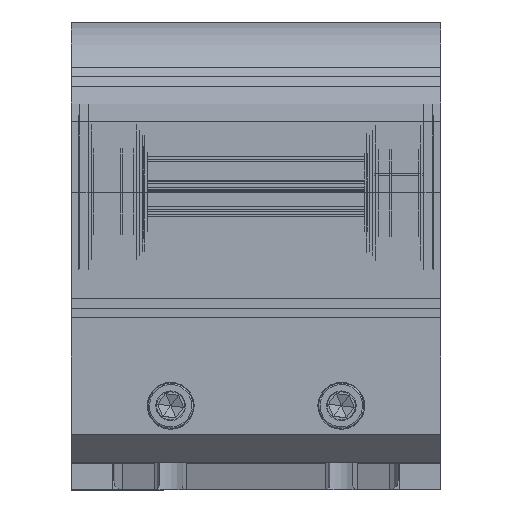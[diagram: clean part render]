
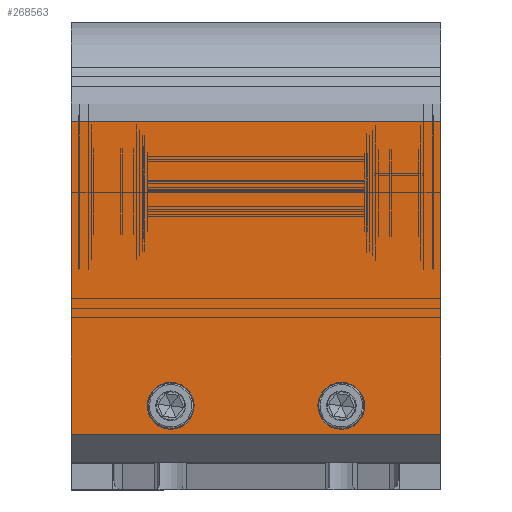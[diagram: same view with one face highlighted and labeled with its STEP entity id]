
A CAD part, top view. The second image highlights one B-rep face of the part: STEP entity #268563.
In plain terms, the highlighted planar face has unit normal (0, 0, 1).
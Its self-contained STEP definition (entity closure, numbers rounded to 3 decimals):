
#9260 = CARTESIAN_POINT ( 'NONE',  ( 208.467, 307.762, 762.525 ) ) ;
#9299 = CIRCLE ( 'NONE', #253343, 8.25 ) ;
#19030 = EDGE_CURVE ( 'NONE', #236590, #226376, #312916, .T. ) ;
#23817 = CARTESIAN_POINT ( 'NONE',  ( 113.467, 207.762, 762.525 ) ) ;
#25968 = DIRECTION ( 'NONE',  ( 1., 0., 0. ) ) ;
#38770 = AXIS2_PLACEMENT_3D ( 'NONE', #419350, #319147, #351757 ) ;
#42995 = EDGE_CURVE ( 'NONE', #288277, #220365, #391854, .T. ) ;
#46349 = PLANE ( 'NONE',  #38770 ) ;
#48938 = CARTESIAN_POINT ( 'NONE',  ( 173.467, 207.762, 762.525 ) ) ;
#54810 = DIRECTION ( 'NONE',  ( -1., 0., 0. ) ) ;
#56802 = EDGE_CURVE ( 'NONE', #70986, #279483, #250445, .T. ) ;
#59057 = VECTOR ( 'NONE', #167349, 1000. ) ;
#60318 = EDGE_CURVE ( 'NONE', #419961, #408525, #179302, .T. ) ;
#62091 = AXIS2_PLACEMENT_3D ( 'NONE', #254307, #94819, #127783 ) ;
#70986 = VERTEX_POINT ( 'NONE', #179231 ) ;
#77155 = CARTESIAN_POINT ( 'NONE',  ( 165.217, 207.762, 762.525 ) ) ;
#77600 = VECTOR ( 'NONE', #379893, 1000. ) ;
#78439 = ORIENTED_EDGE ( 'NONE', *, *, #266525, .F. ) ;
#85888 = EDGE_LOOP ( 'NONE', ( #95063, #242804 ) ) ;
#94819 = DIRECTION ( 'NONE',  ( 0., 0., 1. ) ) ;
#95063 = ORIENTED_EDGE ( 'NONE', *, *, #402036, .F. ) ;
#99158 = AXIS2_PLACEMENT_3D ( 'NONE', #48938, #354266, #182161 ) ;
#114547 = ORIENTED_EDGE ( 'NONE', *, *, #60318, .F. ) ;
#117351 = CARTESIAN_POINT ( 'NONE',  ( 208.467, 197.762, 762.525 ) ) ;
#127783 = DIRECTION ( 'NONE',  ( 1., 0., 0. ) ) ;
#133363 = CARTESIAN_POINT ( 'NONE',  ( 78.467, 197.762, 762.525 ) ) ;
#138304 = EDGE_CURVE ( 'NONE', #419961, #236590, #321674, .T. ) ;
#153590 = DIRECTION ( 'NONE',  ( -1., 0., 0. ) ) ;
#161706 = LINE ( 'NONE', #229402, #351195 ) ;
#167349 = DIRECTION ( 'NONE',  ( 0., -1., 0. ) ) ;
#168718 = CARTESIAN_POINT ( 'NONE',  ( 181.717, 207.762, 762.525 ) ) ;
#170586 = VECTOR ( 'NONE', #153590, 1000. ) ;
#179231 = CARTESIAN_POINT ( 'NONE',  ( 105.217, 207.762, 762.525 ) ) ;
#179302 = LINE ( 'NONE', #312489, #77600 ) ;
#182161 = DIRECTION ( 'NONE',  ( 1., 0., 0. ) ) ;
#199839 = CARTESIAN_POINT ( 'NONE',  ( 173.467, 207.762, 762.525 ) ) ;
#204146 = DIRECTION ( 'NONE',  ( 1., 0., 0. ) ) ;
#220365 = VERTEX_POINT ( 'NONE', #77155 ) ;
#224686 = DIRECTION ( 'NONE',  ( 0., 0., 1. ) ) ;
#226376 = VERTEX_POINT ( 'NONE', #133363 ) ;
#229402 = CARTESIAN_POINT ( 'NONE',  ( 208.467, 197.762, 762.525 ) ) ;
#230429 = DIRECTION ( 'NONE',  ( 0., 0., 1. ) ) ;
#236590 = VERTEX_POINT ( 'NONE', #350617 ) ;
#242804 = ORIENTED_EDGE ( 'NONE', *, *, #56802, .F. ) ;
#245122 = FACE_BOUND ( 'NONE', #364450, .T. ) ;
#249768 = CARTESIAN_POINT ( 'NONE',  ( 208.467, 307.762, 762.525 ) ) ;
#250445 = CIRCLE ( 'NONE', #62091, 8.25 ) ;
#253343 = AXIS2_PLACEMENT_3D ( 'NONE', #23817, #224686, #25968 ) ;
#254307 = CARTESIAN_POINT ( 'NONE',  ( 113.467, 207.762, 762.525 ) ) ;
#259644 = ORIENTED_EDGE ( 'NONE', *, *, #19030, .T. ) ;
#266525 = EDGE_CURVE ( 'NONE', #220365, #288277, #391727, .T. ) ;
#267653 = CARTESIAN_POINT ( 'NONE',  ( 78.467, 197.762, 762.525 ) ) ;
#268563 = ADVANCED_FACE ( 'NONE', ( #406462, #245122, #375829 ), #46349, .F. ) ;
#275570 = CARTESIAN_POINT ( 'NONE',  ( 121.717, 207.762, 762.525 ) ) ;
#279483 = VERTEX_POINT ( 'NONE', #275570 ) ;
#288277 = VERTEX_POINT ( 'NONE', #168718 ) ;
#308119 = AXIS2_PLACEMENT_3D ( 'NONE', #199839, #230429, #204146 ) ;
#312489 = CARTESIAN_POINT ( 'NONE',  ( 208.467, 197.762, 762.525 ) ) ;
#312916 = LINE ( 'NONE', #267653, #59057 ) ;
#319147 = DIRECTION ( 'NONE',  ( 0., 0., -1. ) ) ;
#321674 = LINE ( 'NONE', #249768, #170586 ) ;
#324395 = EDGE_CURVE ( 'NONE', #408525, #226376, #161706, .T. ) ;
#350617 = CARTESIAN_POINT ( 'NONE',  ( 78.467, 307.762, 762.525 ) ) ;
#350664 = ORIENTED_EDGE ( 'NONE', *, *, #42995, .F. ) ;
#351195 = VECTOR ( 'NONE', #54810, 1000. ) ;
#351757 = DIRECTION ( 'NONE',  ( -1., 0., 0. ) ) ;
#352231 = ORIENTED_EDGE ( 'NONE', *, *, #324395, .F. ) ;
#353193 = EDGE_LOOP ( 'NONE', ( #259644, #352231, #114547, #368391 ) ) ;
#354266 = DIRECTION ( 'NONE',  ( 0., 0., 1. ) ) ;
#364450 = EDGE_LOOP ( 'NONE', ( #350664, #78439 ) ) ;
#368391 = ORIENTED_EDGE ( 'NONE', *, *, #138304, .T. ) ;
#375829 = FACE_OUTER_BOUND ( 'NONE', #353193, .T. ) ;
#379893 = DIRECTION ( 'NONE',  ( 0., -1., 0. ) ) ;
#391727 = CIRCLE ( 'NONE', #308119, 8.25 ) ;
#391854 = CIRCLE ( 'NONE', #99158, 8.25 ) ;
#402036 = EDGE_CURVE ( 'NONE', #279483, #70986, #9299, .T. ) ;
#406462 = FACE_BOUND ( 'NONE', #85888, .T. ) ;
#408525 = VERTEX_POINT ( 'NONE', #117351 ) ;
#419350 = CARTESIAN_POINT ( 'NONE',  ( 208.467, 197.762, 762.525 ) ) ;
#419961 = VERTEX_POINT ( 'NONE', #9260 ) ;
